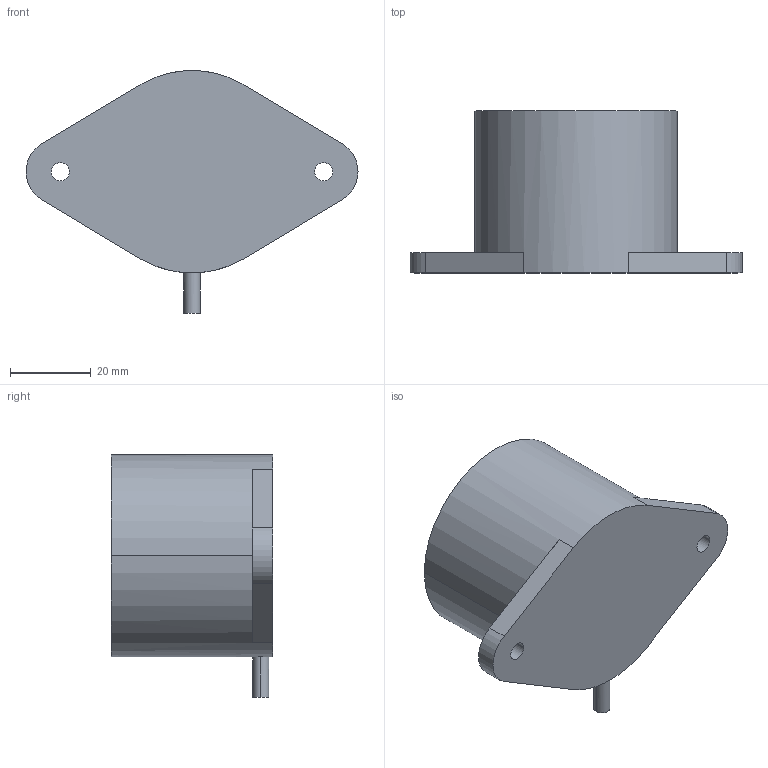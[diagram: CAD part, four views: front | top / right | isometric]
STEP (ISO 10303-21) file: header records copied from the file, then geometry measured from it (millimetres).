
FILE_DESCRIPTION((''),'2;1');
FILE_NAME('50_D000069A','2006-01-03T',('Pepperl+Fuchs'),('Industriehansa'),'PRO/ENGINEER BY PARAMETRIC TECHNOLOGY CORPORATION, 2005290','PRO/ENGINEER BY PARAMETRIC TECHNOLOGY CORPORATION, 2005290','');
FILE_SCHEMA(('AUTOMOTIVE_DESIGN_CC2 { 1 2 10303 214 -1 1 5 2 }'));
Length unit declared in the file: millimetre
Products named in the file (1): 50_D000069A
Bounding box: 82 x 40 x 60 mm (x, y, z)
Volume: 82064.4 mm3; surface area: 12052.8 mm2
Topology: 1 solids, 1 shells, 19 faces, 52 edges, 40 vertices
Faces by surface type: cylinder 10, plane 9
Entity records: 913 total; most frequent: CARTESIAN_POINT 130, DIRECTION 112, ORIENTED_EDGE 96, PRESENTATION_STYLE_ASSIGNMENT 57, STYLED_ITEM 54, CURVE_STYLE 53, EDGE_CURVE 48, COLOUR_RGB 47
